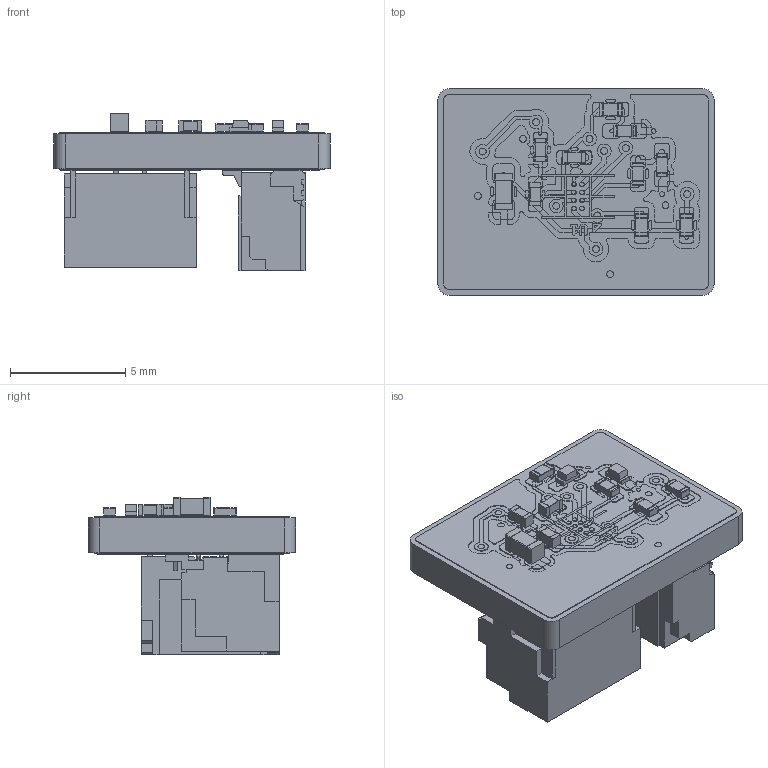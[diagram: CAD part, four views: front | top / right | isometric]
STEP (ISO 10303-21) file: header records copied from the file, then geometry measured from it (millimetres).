
FILE_DESCRIPTION(('KiCad electronic assembly'),'2;1');
FILE_NAME('MCPM0C1104 board DSBGA.step','2025-04-14T02:57:23',('Pcbnew') ,('Kicad'),'Open CASCADE STEP processor 7.8','KiCad to STEP converter' ,'Unknown');
FILE_SCHEMA(('AUTOMOTIVE_DESIGN { 1 0 10303 214 1 1 1 1 }'));
Length unit declared in the file: millimetre
Products named in the file (12): MCPM0C1104 board DSBGA 1; C_0402_1005Metric; R_0402_1005Metric; LED_0402_1005Metric; C_0603_1608Metric; 4328--3DModel-STEP-269445; JST_GH_BM02B-GHS-TBT_1x02-1MP_P1.25mm_Vertical; MCPM0C1104 board DSBGA_copper; MCPM0C1104 board DSBGA_pad; MCPM0C1104 board DSBGA_via; MCPM0C1104 board DSBGA_silkscreen; MCPM0C1104 board DSBGA_PCB
Assembly tree (17 placements, depth 2):
  MCPM0C1104 board DSBGA 1
    C_0402_1005Metric  x3
    R_0402_1005Metric  x4
    LED_0402_1005Metric  x2
    C_0603_1608Metric
    4328--3DModel-STEP-269445
    JST_GH_BM02B-GHS-TBT_1x02-1MP_P1.25mm_Vertical
    MCPM0C1104 board DSBGA_copper
    MCPM0C1104 board DSBGA_pad
    MCPM0C1104 board DSBGA_via
    MCPM0C1104 board DSBGA_silkscreen
    MCPM0C1104 board DSBGA_PCB
Bounding box: 12 x 9 x 6.83 mm (x, y, z)
Volume: 271.7 mm3; surface area: 1067.7 mm2
Topology: 110 solids, 169 shells, 2221 faces, 6336 edges, 4415 vertices
Faces by surface type: plane 1744, cylinder 477
Full cylindrical faces by diameter (mm): 0.2 x12, 0.3 x56
Entity records: 69816 total; most frequent: CARTESIAN_POINT 12011, ORIENTED_EDGE 11071, DIRECTION 10983, EDGE_CURVE 5855, LINE 4837, VECTOR 4837, VERTEX_POINT 4101, AXIS2_PLACEMENT_3D 3073
